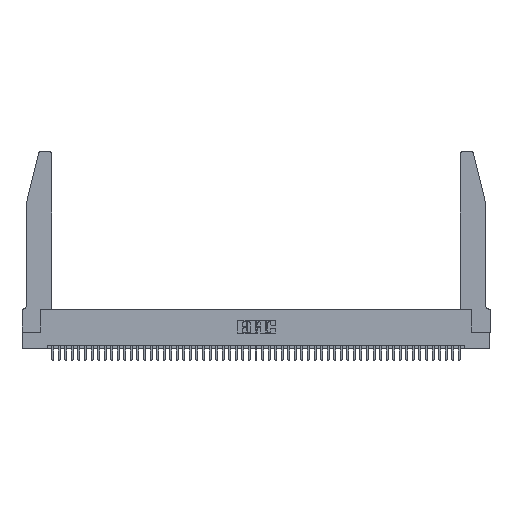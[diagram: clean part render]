
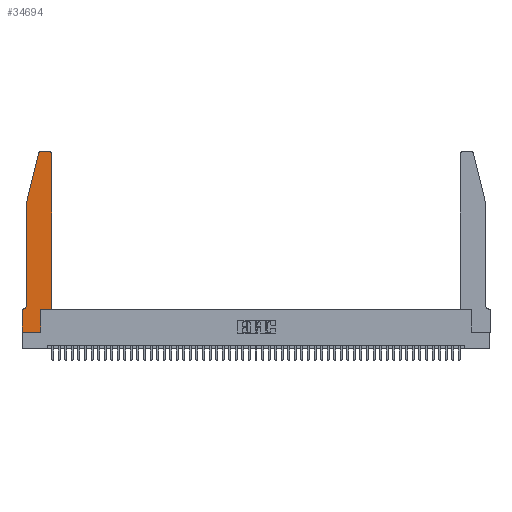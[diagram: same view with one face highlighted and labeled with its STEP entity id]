
A CAD part, top view. The second image highlights one B-rep face of the part: STEP entity #34694.
In plain terms, the highlighted planar face has unit normal (0, 0, 1).
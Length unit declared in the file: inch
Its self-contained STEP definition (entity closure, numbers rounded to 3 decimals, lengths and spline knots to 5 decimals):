
#239 = CIRCLE ( 'NONE', #51159, 0.07 ) ;
#367 = EDGE_LOOP ( 'NONE', ( #49098, #6257, #21302, #47692, #21788, #5737, #44347, #45798, #1583, #1831, #33975, #7094 ) ) ;
#1404 = VERTEX_POINT ( 'NONE', #37205 ) ;
#1583 = ORIENTED_EDGE ( 'NONE', *, *, #23851, .T. ) ;
#1831 = ORIENTED_EDGE ( 'NONE', *, *, #11652, .T. ) ;
#2492 = LINE ( 'NONE', #21427, #22398 ) ;
#3294 = CARTESIAN_POINT ( 'NONE',  ( 0.0755, 2., 0.37 ) ) ;
#3670 = DIRECTION ( 'NONE',  ( 0., -1., 0. ) ) ;
#3963 = CIRCLE ( 'NONE', #11049, 0.03 ) ;
#5592 = DIRECTION ( 'NONE',  ( -1., 0., 0. ) ) ;
#5737 = ORIENTED_EDGE ( 'NONE', *, *, #19229, .T. ) ;
#5963 = VECTOR ( 'NONE', #34240, 39.37008 ) ;
#6246 = DIRECTION ( 'NONE',  ( 0., 1., 0. ) ) ;
#6257 = ORIENTED_EDGE ( 'NONE', *, *, #17191, .T. ) ;
#6424 = VERTEX_POINT ( 'NONE', #43512 ) ;
#6730 = VECTOR ( 'NONE', #51246, 39.37008 ) ;
#7094 = ORIENTED_EDGE ( 'NONE', *, *, #33677, .T. ) ;
#7775 = LINE ( 'NONE', #33996, #27642 ) ;
#9617 = CARTESIAN_POINT ( 'NONE',  ( 0., 0.35, 0.37 ) ) ;
#9741 = LINE ( 'NONE', #27021, #29608 ) ;
#10072 = CARTESIAN_POINT ( 'NONE',  ( 0.0055, 0.42, 0.37 ) ) ;
#11049 = AXIS2_PLACEMENT_3D ( 'NONE', #45216, #21439, #49223 ) ;
#11652 = EDGE_CURVE ( 'NONE', #29360, #1404, #46122, .T. ) ;
#12350 = CARTESIAN_POINT ( 'NONE',  ( 0.2865, 0., 0.37 ) ) ;
#12993 = AXIS2_PLACEMENT_3D ( 'NONE', #38953, #15169, #42941 ) ;
#13908 = VERTEX_POINT ( 'NONE', #47308 ) ;
#14095 = DIRECTION ( 'NONE',  ( -1., 0., 0. ) ) ;
#14752 = CARTESIAN_POINT ( 'NONE',  ( 0.4205, 2.75, 0.37 ) ) ;
#14974 = VECTOR ( 'NONE', #3670, 39.37008 ) ;
#15169 = DIRECTION ( 'NONE',  ( 0., 0., 1. ) ) ;
#15696 = VECTOR ( 'NONE', #33375, 39.37008 ) ;
#16599 = VERTEX_POINT ( 'NONE', #37747 ) ;
#17191 = EDGE_CURVE ( 'NONE', #45343, #13908, #3963, .T. ) ;
#18430 = DIRECTION ( 'NONE',  ( -0.239, -0.971, 0. ) ) ;
#19229 = EDGE_CURVE ( 'NONE', #16599, #43629, #2492, .T. ) ;
#19572 = VERTEX_POINT ( 'NONE', #12350 ) ;
#21068 = VERTEX_POINT ( 'NONE', #48228 ) ;
#21302 = ORIENTED_EDGE ( 'NONE', *, *, #34221, .T. ) ;
#21427 = CARTESIAN_POINT ( 'NONE',  ( 0.0755, 0.35, 0.37 ) ) ;
#21439 = DIRECTION ( 'NONE',  ( 0., 0., 1. ) ) ;
#21612 = VERTEX_POINT ( 'NONE', #48845 ) ;
#21646 = DIRECTION ( 'NONE',  ( 1., 0., 0. ) ) ;
#21788 = ORIENTED_EDGE ( 'NONE', *, *, #23284, .T. ) ;
#22398 = VECTOR ( 'NONE', #5592, 39.37008 ) ;
#23284 = EDGE_CURVE ( 'NONE', #6424, #16599, #239, .T. ) ;
#23851 = EDGE_CURVE ( 'NONE', #19572, #29360, #50532, .T. ) ;
#24559 = FACE_OUTER_BOUND ( 'NONE', #367, .T. ) ;
#25442 = PLANE ( 'NONE',  #41011 ) ;
#25468 = CARTESIAN_POINT ( 'NONE',  ( 0., 0.35, 0.37 ) ) ;
#25936 = CARTESIAN_POINT ( 'NONE',  ( 0.2865, 0.35, 0.37 ) ) ;
#26535 = CARTESIAN_POINT ( 'NONE',  ( 0.2865, 0.35, 0.37 ) ) ;
#26748 = LINE ( 'NONE', #43274, #14974 ) ;
#27021 = CARTESIAN_POINT ( 'NONE',  ( 0.2605, 2.75, 0.37 ) ) ;
#27642 = VECTOR ( 'NONE', #6246, 39.37008 ) ;
#28866 = VECTOR ( 'NONE', #18430, 39.37008 ) ;
#28912 = CIRCLE ( 'NONE', #12993, 0.03 ) ;
#29360 = VERTEX_POINT ( 'NONE', #25936 ) ;
#29608 = VECTOR ( 'NONE', #42835, 39.37008 ) ;
#30251 = CARTESIAN_POINT ( 'NONE',  ( 0., 0., 0.37 ) ) ;
#30797 = VERTEX_POINT ( 'NONE', #14752 ) ;
#30947 = CARTESIAN_POINT ( 'NONE',  ( 0.4505, 2.72, 0.37 ) ) ;
#33375 = DIRECTION ( 'NONE',  ( 1., 0., 0. ) ) ;
#33677 = EDGE_CURVE ( 'NONE', #37020, #30797, #28912, .T. ) ;
#33975 = ORIENTED_EDGE ( 'NONE', *, *, #34164, .T. ) ;
#33996 = CARTESIAN_POINT ( 'NONE',  ( 0.4505, 0.35, 0.37 ) ) ;
#34164 = EDGE_CURVE ( 'NONE', #1404, #37020, #7775, .T. ) ;
#34221 = EDGE_CURVE ( 'NONE', #13908, #21068, #36946, .T. ) ;
#34240 = DIRECTION ( 'NONE',  ( 1., 0., 0. ) ) ;
#34694 = ADVANCED_FACE ( 'NONE', ( #24559 ), #25442, .T. ) ;
#36946 = LINE ( 'NONE', #3294, #28866 ) ;
#37020 = VERTEX_POINT ( 'NONE', #30947 ) ;
#37205 = CARTESIAN_POINT ( 'NONE',  ( 0.4505, 0.35, 0.37 ) ) ;
#37657 = LINE ( 'NONE', #30251, #5963 ) ;
#37747 = CARTESIAN_POINT ( 'NONE',  ( 0.0055, 0.35, 0.37 ) ) ;
#37877 = DIRECTION ( 'NONE',  ( 0., 0., -1. ) ) ;
#38413 = LINE ( 'NONE', #43245, #6730 ) ;
#38953 = CARTESIAN_POINT ( 'NONE',  ( 0.4205, 2.72, 0.37 ) ) ;
#39947 = VECTOR ( 'NONE', #46530, 39.37008 ) ;
#41011 = AXIS2_PLACEMENT_3D ( 'NONE', #9617, #45419, #21646 ) ;
#41214 = CARTESIAN_POINT ( 'NONE',  ( 0.4505, 0.35, 0.37 ) ) ;
#42835 = DIRECTION ( 'NONE',  ( -1., 0., 0. ) ) ;
#42941 = DIRECTION ( 'NONE',  ( 1., 0., 0. ) ) ;
#43245 = CARTESIAN_POINT ( 'NONE',  ( 0.0755, 2., 0.37 ) ) ;
#43274 = CARTESIAN_POINT ( 'NONE',  ( 0., 0., 0.37 ) ) ;
#43512 = CARTESIAN_POINT ( 'NONE',  ( 0.0755, 0.42, 0.37 ) ) ;
#43629 = VERTEX_POINT ( 'NONE', #25468 ) ;
#44347 = ORIENTED_EDGE ( 'NONE', *, *, #49494, .T. ) ;
#44593 = CARTESIAN_POINT ( 'NONE',  ( 0.284, 2.75, 0.37 ) ) ;
#45135 = EDGE_CURVE ( 'NONE', #21068, #6424, #38413, .T. ) ;
#45216 = CARTESIAN_POINT ( 'NONE',  ( 0.284, 2.72, 0.37 ) ) ;
#45343 = VERTEX_POINT ( 'NONE', #44593 ) ;
#45419 = DIRECTION ( 'NONE',  ( 0., 0., 1. ) ) ;
#45759 = EDGE_CURVE ( 'NONE', #30797, #45343, #9741, .T. ) ;
#45798 = ORIENTED_EDGE ( 'NONE', *, *, #46290, .T. ) ;
#46122 = LINE ( 'NONE', #41214, #15696 ) ;
#46290 = EDGE_CURVE ( 'NONE', #21612, #19572, #37657, .T. ) ;
#46530 = DIRECTION ( 'NONE',  ( 0., 1., 0. ) ) ;
#47308 = CARTESIAN_POINT ( 'NONE',  ( 0.25487, 2.72718, 0.37 ) ) ;
#47692 = ORIENTED_EDGE ( 'NONE', *, *, #45135, .T. ) ;
#48228 = CARTESIAN_POINT ( 'NONE',  ( 0.0755, 2., 0.37 ) ) ;
#48845 = CARTESIAN_POINT ( 'NONE',  ( 0., 0., 0.37 ) ) ;
#49098 = ORIENTED_EDGE ( 'NONE', *, *, #45759, .T. ) ;
#49223 = DIRECTION ( 'NONE',  ( 1., 0., 0. ) ) ;
#49494 = EDGE_CURVE ( 'NONE', #43629, #21612, #26748, .T. ) ;
#50532 = LINE ( 'NONE', #26535, #39947 ) ;
#51159 = AXIS2_PLACEMENT_3D ( 'NONE', #10072, #37877, #14095 ) ;
#51246 = DIRECTION ( 'NONE',  ( 0., -1., 0. ) ) ;
